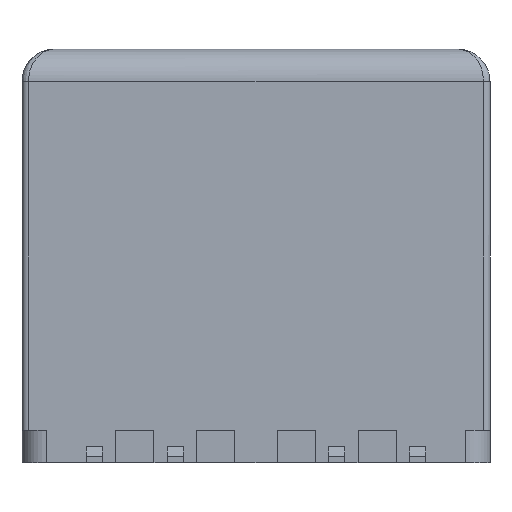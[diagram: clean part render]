
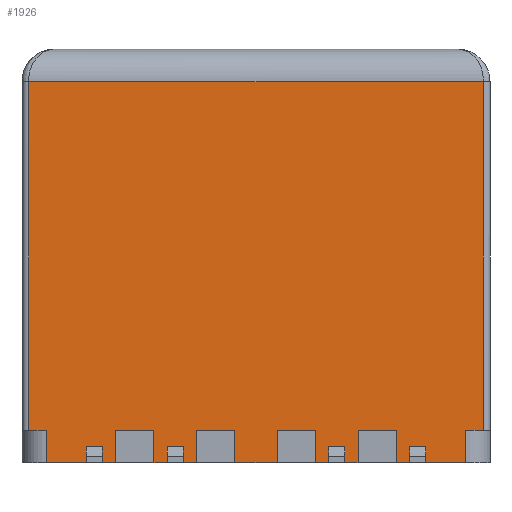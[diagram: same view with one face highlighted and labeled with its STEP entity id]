
A CAD part, front view. The second image highlights one B-rep face of the part: STEP entity #1926.
In plain terms, the highlighted planar face has unit normal (0, -1, 0).
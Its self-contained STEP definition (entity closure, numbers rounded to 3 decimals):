
#144=CARTESIAN_POINT('Vertex',(6.98,-7.18,11.7)) ;
#321=CARTESIAN_POINT('Vertex',(-6.98,-7.18,11.7)) ;
#324=CARTESIAN_POINT('Line Origine',(0.,-7.18,11.7)) ;
#643=CARTESIAN_POINT('Vertex',(6.43,-7.18,0.)) ;
#646=CARTESIAN_POINT('Line Origine',(5.37,-7.18,0.)) ;
#650=CARTESIAN_POINT('Vertex',(4.31,-7.18,0.)) ;
#671=CARTESIAN_POINT('Vertex',(3.13,-7.18,0.)) ;
#674=CARTESIAN_POINT('Line Origine',(2.48,-7.18,0.)) ;
#678=CARTESIAN_POINT('Vertex',(1.83,-7.18,0.)) ;
#699=CARTESIAN_POINT('Vertex',(0.65,-7.18,0.)) ;
#702=CARTESIAN_POINT('Line Origine',(0.,-7.18,0.)) ;
#706=CARTESIAN_POINT('Vertex',(-0.65,-7.18,0.)) ;
#727=CARTESIAN_POINT('Vertex',(-1.83,-7.18,0.)) ;
#730=CARTESIAN_POINT('Line Origine',(-2.48,-7.18,0.)) ;
#734=CARTESIAN_POINT('Vertex',(-3.13,-7.18,0.)) ;
#755=CARTESIAN_POINT('Vertex',(-4.31,-7.18,0.)) ;
#758=CARTESIAN_POINT('Line Origine',(-5.37,-7.18,0.)) ;
#762=CARTESIAN_POINT('Vertex',(-6.43,-7.18,0.)) ;
#950=CARTESIAN_POINT('Vertex',(6.43,-7.18,1.)) ;
#953=CARTESIAN_POINT('Line Origine',(6.43,-7.18,0.5)) ;
#975=CARTESIAN_POINT('Line Origine',(6.705,-7.18,1.)) ;
#979=CARTESIAN_POINT('Vertex',(6.98,-7.18,1.)) ;
#1012=CARTESIAN_POINT('Vertex',(3.13,-7.18,1.)) ;
#1015=CARTESIAN_POINT('Line Origine',(3.13,-7.18,0.5)) ;
#1056=CARTESIAN_POINT('Line Origine',(3.72,-7.18,1.)) ;
#1060=CARTESIAN_POINT('Vertex',(4.31,-7.18,1.)) ;
#1080=CARTESIAN_POINT('Line Origine',(4.31,-7.18,0.5)) ;
#1280=CARTESIAN_POINT('Vertex',(0.65,-7.18,1.)) ;
#1283=CARTESIAN_POINT('Line Origine',(0.65,-7.18,0.5)) ;
#1323=CARTESIAN_POINT('Vertex',(1.83,-7.18,1.)) ;
#1326=CARTESIAN_POINT('Line Origine',(1.24,-7.18,1.)) ;
#1343=CARTESIAN_POINT('Line Origine',(1.83,-7.18,0.5)) ;
#1630=CARTESIAN_POINT('Vertex',(-6.43,-7.18,1.)) ;
#1640=CARTESIAN_POINT('Line Origine',(-6.43,-7.18,0.5)) ;
#1659=CARTESIAN_POINT('Line Origine',(-6.705,-7.18,1.)) ;
#1663=CARTESIAN_POINT('Vertex',(-6.98,-7.18,1.)) ;
#1684=CARTESIAN_POINT('Vertex',(-4.31,-7.18,1.)) ;
#1687=CARTESIAN_POINT('Line Origine',(-4.31,-7.18,0.5)) ;
#1727=CARTESIAN_POINT('Vertex',(-3.13,-7.18,1.)) ;
#1730=CARTESIAN_POINT('Line Origine',(-3.72,-7.18,1.)) ;
#1742=CARTESIAN_POINT('Line Origine',(-3.13,-7.18,0.5)) ;
#1760=CARTESIAN_POINT('Vertex',(-1.83,-7.18,1.)) ;
#1763=CARTESIAN_POINT('Line Origine',(-1.83,-7.18,0.5)) ;
#1799=CARTESIAN_POINT('Line Origine',(-1.24,-7.18,1.)) ;
#1803=CARTESIAN_POINT('Vertex',(-0.65,-7.18,1.)) ;
#1818=CARTESIAN_POINT('Line Origine',(-0.65,-7.18,0.5)) ;
#1861=CARTESIAN_POINT('Line Origine',(6.98,-7.18,5.85)) ;
#1890=CARTESIAN_POINT('Axis2P3D Location',(7.18,-7.18,0.)) ;
#1895=CARTESIAN_POINT('Line Origine',(-6.98,-7.18,6.35)) ;
#326=VECTOR('Line Direction',#325,1.) ;
#648=VECTOR('Line Direction',#647,1.) ;
#676=VECTOR('Line Direction',#675,1.) ;
#704=VECTOR('Line Direction',#703,1.) ;
#732=VECTOR('Line Direction',#731,1.) ;
#760=VECTOR('Line Direction',#759,1.) ;
#955=VECTOR('Line Direction',#954,1.) ;
#977=VECTOR('Line Direction',#976,1.) ;
#1017=VECTOR('Line Direction',#1016,1.) ;
#1058=VECTOR('Line Direction',#1057,1.) ;
#1082=VECTOR('Line Direction',#1081,1.) ;
#1285=VECTOR('Line Direction',#1284,1.) ;
#1328=VECTOR('Line Direction',#1327,1.) ;
#1345=VECTOR('Line Direction',#1344,1.) ;
#1642=VECTOR('Line Direction',#1641,1.) ;
#1661=VECTOR('Line Direction',#1660,1.) ;
#1689=VECTOR('Line Direction',#1688,1.) ;
#1732=VECTOR('Line Direction',#1731,1.) ;
#1744=VECTOR('Line Direction',#1743,1.) ;
#1765=VECTOR('Line Direction',#1764,1.) ;
#1801=VECTOR('Line Direction',#1800,1.) ;
#1820=VECTOR('Line Direction',#1819,1.) ;
#1863=VECTOR('Line Direction',#1862,1.) ;
#1897=VECTOR('Line Direction',#1896,1.) ;
#325=DIRECTION('Vector Direction',(-1.,0.,0.)) ;
#647=DIRECTION('Vector Direction',(-1.,0.,0.)) ;
#675=DIRECTION('Vector Direction',(-1.,0.,0.)) ;
#703=DIRECTION('Vector Direction',(-1.,0.,0.)) ;
#731=DIRECTION('Vector Direction',(-1.,0.,0.)) ;
#759=DIRECTION('Vector Direction',(-1.,0.,0.)) ;
#954=DIRECTION('Vector Direction',(0.,0.,-1.)) ;
#976=DIRECTION('Vector Direction',(-1.,0.,0.)) ;
#1016=DIRECTION('Vector Direction',(0.,0.,1.)) ;
#1057=DIRECTION('Vector Direction',(-1.,0.,0.)) ;
#1081=DIRECTION('Vector Direction',(0.,0.,1.)) ;
#1284=DIRECTION('Vector Direction',(0.,0.,1.)) ;
#1327=DIRECTION('Vector Direction',(-1.,0.,0.)) ;
#1344=DIRECTION('Vector Direction',(0.,0.,1.)) ;
#1641=DIRECTION('Vector Direction',(0.,0.,-1.)) ;
#1660=DIRECTION('Vector Direction',(-1.,0.,0.)) ;
#1688=DIRECTION('Vector Direction',(0.,0.,1.)) ;
#1731=DIRECTION('Vector Direction',(-1.,0.,0.)) ;
#1743=DIRECTION('Vector Direction',(0.,0.,1.)) ;
#1764=DIRECTION('Vector Direction',(0.,0.,1.)) ;
#1800=DIRECTION('Vector Direction',(-1.,0.,0.)) ;
#1819=DIRECTION('Vector Direction',(0.,0.,1.)) ;
#1862=DIRECTION('Vector Direction',(0.,0.,1.)) ;
#1891=DIRECTION('Axis2P3D Direction',(0.,1.,-0.)) ;
#1892=DIRECTION('Axis2P3D XDirection',(-1.,0.,0.)) ;
#1896=DIRECTION('Vector Direction',(0.,0.,1.)) ;
#1893=AXIS2_PLACEMENT_3D('Plane Axis2P3D',#1890,#1891,#1892) ;
#327=LINE('Line',#324,#326) ;
#649=LINE('Line',#646,#648) ;
#677=LINE('Line',#674,#676) ;
#705=LINE('Line',#702,#704) ;
#733=LINE('Line',#730,#732) ;
#761=LINE('Line',#758,#760) ;
#956=LINE('Line',#953,#955) ;
#978=LINE('Line',#975,#977) ;
#1018=LINE('Line',#1015,#1017) ;
#1059=LINE('Line',#1056,#1058) ;
#1083=LINE('Line',#1080,#1082) ;
#1286=LINE('Line',#1283,#1285) ;
#1329=LINE('Line',#1326,#1328) ;
#1346=LINE('Line',#1343,#1345) ;
#1643=LINE('Line',#1640,#1642) ;
#1662=LINE('Line',#1659,#1661) ;
#1690=LINE('Line',#1687,#1689) ;
#1733=LINE('Line',#1730,#1732) ;
#1745=LINE('Line',#1742,#1744) ;
#1766=LINE('Line',#1763,#1765) ;
#1802=LINE('Line',#1799,#1801) ;
#1821=LINE('Line',#1818,#1820) ;
#1864=LINE('Line',#1861,#1863) ;
#1898=LINE('Line',#1895,#1897) ;
#1894=PLANE('',#1893) ;
#328=EDGE_CURVE('',#322,#145,#327,.F.) ;
#652=EDGE_CURVE('',#644,#651,#649,.T.) ;
#680=EDGE_CURVE('',#672,#679,#677,.T.) ;
#708=EDGE_CURVE('',#700,#707,#705,.T.) ;
#736=EDGE_CURVE('',#728,#735,#733,.T.) ;
#764=EDGE_CURVE('',#756,#763,#761,.T.) ;
#957=EDGE_CURVE('',#644,#951,#956,.F.) ;
#981=EDGE_CURVE('',#980,#951,#978,.T.) ;
#1019=EDGE_CURVE('',#672,#1013,#1018,.T.) ;
#1062=EDGE_CURVE('',#1061,#1013,#1059,.T.) ;
#1084=EDGE_CURVE('',#651,#1061,#1083,.T.) ;
#1287=EDGE_CURVE('',#700,#1281,#1286,.T.) ;
#1330=EDGE_CURVE('',#1324,#1281,#1329,.T.) ;
#1347=EDGE_CURVE('',#679,#1324,#1346,.T.) ;
#1644=EDGE_CURVE('',#763,#1631,#1643,.F.) ;
#1665=EDGE_CURVE('',#1631,#1664,#1662,.T.) ;
#1691=EDGE_CURVE('',#756,#1685,#1690,.T.) ;
#1734=EDGE_CURVE('',#1728,#1685,#1733,.T.) ;
#1746=EDGE_CURVE('',#735,#1728,#1745,.T.) ;
#1767=EDGE_CURVE('',#728,#1761,#1766,.T.) ;
#1805=EDGE_CURVE('',#1804,#1761,#1802,.T.) ;
#1822=EDGE_CURVE('',#707,#1804,#1821,.T.) ;
#1865=EDGE_CURVE('',#980,#145,#1864,.T.) ;
#1899=EDGE_CURVE('',#1664,#322,#1898,.T.) ;
#1901=ORIENTED_EDGE('',*,*,#1865,.T.) ;
#1902=ORIENTED_EDGE('',*,*,#328,.F.) ;
#1903=ORIENTED_EDGE('',*,*,#1899,.F.) ;
#1904=ORIENTED_EDGE('',*,*,#1665,.F.) ;
#1905=ORIENTED_EDGE('',*,*,#1644,.F.) ;
#1906=ORIENTED_EDGE('',*,*,#764,.F.) ;
#1907=ORIENTED_EDGE('',*,*,#1691,.T.) ;
#1908=ORIENTED_EDGE('',*,*,#1734,.F.) ;
#1909=ORIENTED_EDGE('',*,*,#1746,.F.) ;
#1910=ORIENTED_EDGE('',*,*,#736,.F.) ;
#1911=ORIENTED_EDGE('',*,*,#1767,.T.) ;
#1912=ORIENTED_EDGE('',*,*,#1805,.F.) ;
#1913=ORIENTED_EDGE('',*,*,#1822,.F.) ;
#1914=ORIENTED_EDGE('',*,*,#708,.F.) ;
#1915=ORIENTED_EDGE('',*,*,#1287,.T.) ;
#1916=ORIENTED_EDGE('',*,*,#1330,.F.) ;
#1917=ORIENTED_EDGE('',*,*,#1347,.F.) ;
#1918=ORIENTED_EDGE('',*,*,#680,.F.) ;
#1919=ORIENTED_EDGE('',*,*,#1019,.T.) ;
#1920=ORIENTED_EDGE('',*,*,#1062,.F.) ;
#1921=ORIENTED_EDGE('',*,*,#1084,.F.) ;
#1922=ORIENTED_EDGE('',*,*,#652,.F.) ;
#1923=ORIENTED_EDGE('',*,*,#957,.T.) ;
#1924=ORIENTED_EDGE('',*,*,#981,.F.) ;
#1900=EDGE_LOOP('',(#1901,#1902,#1903,#1904,#1905,#1906,#1907,#1908,#1909,#1910,#1911,#1912,#1913,#1914,#1915,#1916,#1917,#1918,#1919,#1920,#1921,#1922,#1923,#1924)) ;
#145=VERTEX_POINT('',#144) ;
#322=VERTEX_POINT('',#321) ;
#644=VERTEX_POINT('',#643) ;
#651=VERTEX_POINT('',#650) ;
#672=VERTEX_POINT('',#671) ;
#679=VERTEX_POINT('',#678) ;
#700=VERTEX_POINT('',#699) ;
#707=VERTEX_POINT('',#706) ;
#728=VERTEX_POINT('',#727) ;
#735=VERTEX_POINT('',#734) ;
#756=VERTEX_POINT('',#755) ;
#763=VERTEX_POINT('',#762) ;
#951=VERTEX_POINT('',#950) ;
#980=VERTEX_POINT('',#979) ;
#1013=VERTEX_POINT('',#1012) ;
#1061=VERTEX_POINT('',#1060) ;
#1281=VERTEX_POINT('',#1280) ;
#1324=VERTEX_POINT('',#1323) ;
#1631=VERTEX_POINT('',#1630) ;
#1664=VERTEX_POINT('',#1663) ;
#1685=VERTEX_POINT('',#1684) ;
#1728=VERTEX_POINT('',#1727) ;
#1761=VERTEX_POINT('',#1760) ;
#1804=VERTEX_POINT('',#1803) ;
#1926=ADVANCED_FACE('\X2\30D130FC30C4\X0\ \X2\30DC30C730A330FC\X0\',(#1925),#1894,.F.) ;
#1925=FACE_OUTER_BOUND('',#1900,.T.) ;
